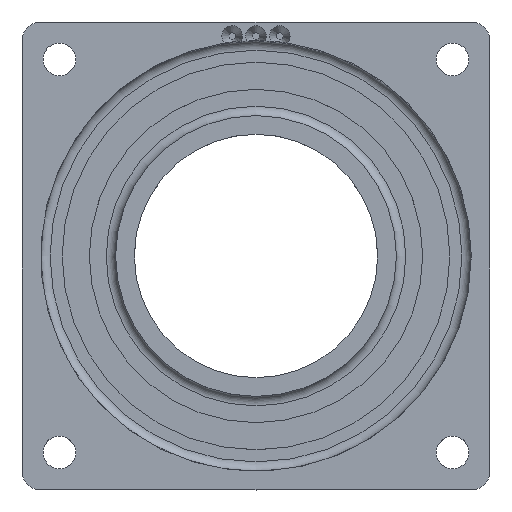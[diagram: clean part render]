
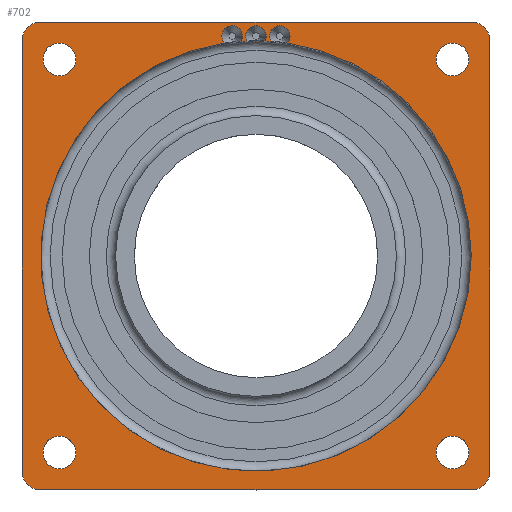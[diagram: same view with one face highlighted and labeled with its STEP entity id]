
A CAD part, top view. The second image highlights one B-rep face of the part: STEP entity #702.
In plain terms, the highlighted planar face has unit normal (0, 0, 1).
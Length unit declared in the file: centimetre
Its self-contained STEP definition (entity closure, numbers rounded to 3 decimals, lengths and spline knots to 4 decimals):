
#131=VECTOR('',#897,1.);
#134=VECTOR('',#905,1.);
#135=VECTOR('',#943,1.);
#136=VECTOR('',#946,1.);
#147=LINE('',#1398,#131);
#150=LINE('',#1406,#134);
#151=LINE('',#1437,#135);
#152=LINE('',#1441,#136);
#166=PLANE('',#784);
#195=VERTEX_POINT('',#1281);
#196=VERTEX_POINT('',#1282);
#198=VERTEX_POINT('',#1310);
#199=VERTEX_POINT('',#1311);
#201=VERTEX_POINT('',#1343);
#202=VERTEX_POINT('',#1344);
#219=VERTEX_POINT('',#1391);
#220=VERTEX_POINT('',#1393);
#221=VERTEX_POINT('',#1397);
#222=VERTEX_POINT('',#1401);
#223=VERTEX_POINT('',#1405);
#229=VERTEX_POINT('',#1424);
#230=VERTEX_POINT('',#1427);
#231=VERTEX_POINT('',#1430);
#232=VERTEX_POINT('',#1433);
#233=VERTEX_POINT('',#1436);
#234=VERTEX_POINT('',#1438);
#235=VERTEX_POINT('',#1440);
#248=CIRCLE('',#724,0.11);
#250=CIRCLE('',#728,0.11);
#252=CIRCLE('',#732,0.11);
#255=CIRCLE('',#737,2.3);
#269=CIRCLE('',#761,0.2);
#270=CIRCLE('',#764,0.2);
#276=CIRCLE('',#777,0.175);
#277=CIRCLE('',#779,0.175);
#278=CIRCLE('',#781,0.175);
#279=CIRCLE('',#783,0.175);
#280=CIRCLE('',#785,0.2);
#281=CIRCLE('',#786,0.2);
#305=EDGE_CURVE('',#195,#196,#248,.T.);
#308=EDGE_CURVE('',#198,#199,#250,.T.);
#311=EDGE_CURVE('',#201,#202,#252,.T.);
#314=EDGE_CURVE('',#199,#195,#255,.T.);
#315=EDGE_CURVE('',#202,#198,#255,.T.);
#316=EDGE_CURVE('',#196,#201,#255,.T.);
#333=EDGE_CURVE('',#219,#220,#269,.T.);
#336=EDGE_CURVE('',#221,#219,#147,.T.);
#338=EDGE_CURVE('',#222,#221,#270,.T.);
#340=EDGE_CURVE('',#223,#222,#150,.T.);
#346=EDGE_CURVE('',#229,#229,#276,.T.);
#347=EDGE_CURVE('',#230,#230,#277,.T.);
#348=EDGE_CURVE('',#231,#231,#278,.T.);
#349=EDGE_CURVE('',#232,#232,#279,.T.);
#350=EDGE_CURVE('',#233,#223,#280,.T.);
#351=EDGE_CURVE('',#234,#233,#151,.T.);
#352=EDGE_CURVE('',#235,#234,#281,.T.);
#353=EDGE_CURVE('',#220,#235,#152,.T.);
#467=ORIENTED_EDGE('',*,*,#305,.T.);
#468=ORIENTED_EDGE('',*,*,#316,.T.);
#469=ORIENTED_EDGE('',*,*,#311,.T.);
#470=ORIENTED_EDGE('',*,*,#315,.T.);
#471=ORIENTED_EDGE('',*,*,#308,.T.);
#472=ORIENTED_EDGE('',*,*,#314,.T.);
#473=ORIENTED_EDGE('',*,*,#350,.F.);
#474=ORIENTED_EDGE('',*,*,#351,.F.);
#475=ORIENTED_EDGE('',*,*,#352,.F.);
#476=ORIENTED_EDGE('',*,*,#353,.F.);
#477=ORIENTED_EDGE('',*,*,#333,.F.);
#478=ORIENTED_EDGE('',*,*,#336,.F.);
#479=ORIENTED_EDGE('',*,*,#338,.F.);
#480=ORIENTED_EDGE('',*,*,#340,.F.);
#481=ORIENTED_EDGE('',*,*,#349,.T.);
#482=ORIENTED_EDGE('',*,*,#348,.T.);
#483=ORIENTED_EDGE('',*,*,#347,.T.);
#484=ORIENTED_EDGE('',*,*,#346,.T.);
#574=EDGE_LOOP('',(#467,#468,#469,#470,#471,#472));
#575=EDGE_LOOP('',(#473,#474,#475,#476,#477,#478,#479,#480));
#576=EDGE_LOOP('',(#481));
#577=EDGE_LOOP('',(#482));
#578=EDGE_LOOP('',(#483));
#579=EDGE_LOOP('',(#484));
#653=FACE_BOUND('',#574,.T.);
#654=FACE_BOUND('',#575,.T.);
#655=FACE_BOUND('',#576,.T.);
#656=FACE_BOUND('',#577,.T.);
#657=FACE_BOUND('',#578,.T.);
#658=FACE_BOUND('',#579,.T.);
#702=ADVANCED_FACE('',(#653,#654,#655,#656,#657,#658),#166,.T.);
#724=AXIS2_PLACEMENT_3D('',#1283,#825,#826);
#728=AXIS2_PLACEMENT_3D('',#1312,#832,#833);
#732=AXIS2_PLACEMENT_3D('',#1345,#839,#840);
#737=AXIS2_PLACEMENT_3D('',#1352,#848,#849);
#761=AXIS2_PLACEMENT_3D('',#1392,#892,#893);
#764=AXIS2_PLACEMENT_3D('',#1402,#901,#902);
#777=AXIS2_PLACEMENT_3D('',#1423,#926,#927);
#779=AXIS2_PLACEMENT_3D('',#1426,#930,#931);
#781=AXIS2_PLACEMENT_3D('',#1429,#934,#935);
#783=AXIS2_PLACEMENT_3D('',#1432,#938,#939);
#784=AXIS2_PLACEMENT_3D('',#1434,#940,$);
#785=AXIS2_PLACEMENT_3D('',#1435,#941,#942);
#786=AXIS2_PLACEMENT_3D('',#1439,#944,#945);
#825=DIRECTION('',(0.,0.,-1.));
#826=DIRECTION('',(0.11,0.,0.));
#832=DIRECTION('',(0.,0.,-1.));
#833=DIRECTION('',(0.11,0.,0.));
#839=DIRECTION('',(0.,0.,-1.));
#840=DIRECTION('',(0.11,0.,0.));
#848=DIRECTION('',(0.,0.,-1.));
#849=DIRECTION('',(2.3,0.,0.));
#892=DIRECTION('',(0.,0.,-1.));
#893=DIRECTION('',(-0.141,0.141,0.));
#897=DIRECTION('',(0.,1.,0.));
#901=DIRECTION('',(0.,0.,-1.));
#902=DIRECTION('',(-0.141,-0.141,0.));
#905=DIRECTION('',(-1.,0.,0.));
#926=DIRECTION('',(0.,0.,-1.));
#927=DIRECTION('',(0.175,0.,0.));
#930=DIRECTION('',(0.,0.,-1.));
#931=DIRECTION('',(0.175,0.,0.));
#934=DIRECTION('',(0.,0.,-1.));
#935=DIRECTION('',(0.175,0.,0.));
#938=DIRECTION('',(0.,0.,-1.));
#939=DIRECTION('',(0.175,0.,0.));
#940=DIRECTION('',(0.,0.,1.));
#941=DIRECTION('',(0.,0.,-1.));
#942=DIRECTION('',(0.141,-0.141,0.));
#943=DIRECTION('',(0.,-1.,0.));
#944=DIRECTION('',(0.,0.,-1.));
#945=DIRECTION('',(0.141,0.141,0.));
#946=DIRECTION('',(1.,0.,0.));
#1281=CARTESIAN_POINT('',(-0.3349,2.2755,1.3));
#1282=CARTESIAN_POINT('',(-0.159,2.2945,1.3));
#1283=CARTESIAN_POINT('',(-0.254,2.35,1.3));
#1310=CARTESIAN_POINT('',(0.159,2.2945,1.3));
#1311=CARTESIAN_POINT('',(0.3349,2.2755,1.3));
#1312=CARTESIAN_POINT('',(0.254,2.35,1.3));
#1343=CARTESIAN_POINT('',(-0.0969,2.298,1.3));
#1344=CARTESIAN_POINT('',(0.0969,2.298,1.3));
#1345=CARTESIAN_POINT('',(0.,2.35,1.3));
#1352=CARTESIAN_POINT('',(0.,0.,1.3));
#1391=CARTESIAN_POINT('',(-2.5,2.3,1.3));
#1392=CARTESIAN_POINT('',(-2.3,2.3,1.3));
#1393=CARTESIAN_POINT('',(-2.3,2.5,1.3));
#1397=CARTESIAN_POINT('',(-2.5,-2.3,1.3));
#1398=CARTESIAN_POINT('',(-2.5,2.5,1.3));
#1401=CARTESIAN_POINT('',(-2.3,-2.5,1.3));
#1402=CARTESIAN_POINT('',(-2.3,-2.3,1.3));
#1405=CARTESIAN_POINT('',(2.3,-2.5,1.3));
#1406=CARTESIAN_POINT('',(-2.5,-2.5,1.3));
#1423=CARTESIAN_POINT('',(2.1,2.1,1.3));
#1424=CARTESIAN_POINT('',(1.925,2.1,1.3));
#1426=CARTESIAN_POINT('',(-2.1,-2.1,1.3));
#1427=CARTESIAN_POINT('',(-2.275,-2.1,1.3));
#1429=CARTESIAN_POINT('',(2.1,-2.1,1.3));
#1430=CARTESIAN_POINT('',(1.925,-2.1,1.3));
#1432=CARTESIAN_POINT('',(-2.1,2.1,1.3));
#1433=CARTESIAN_POINT('',(-2.275,2.1,1.3));
#1434=CARTESIAN_POINT('',(0.,0.,1.3));
#1435=CARTESIAN_POINT('',(2.3,-2.3,1.3));
#1436=CARTESIAN_POINT('',(2.5,-2.3,1.3));
#1437=CARTESIAN_POINT('',(2.5,-2.5,1.3));
#1438=CARTESIAN_POINT('',(2.5,2.3,1.3));
#1439=CARTESIAN_POINT('',(2.3,2.3,1.3));
#1440=CARTESIAN_POINT('',(2.3,2.5,1.3));
#1441=CARTESIAN_POINT('',(2.5,2.5,1.3));
